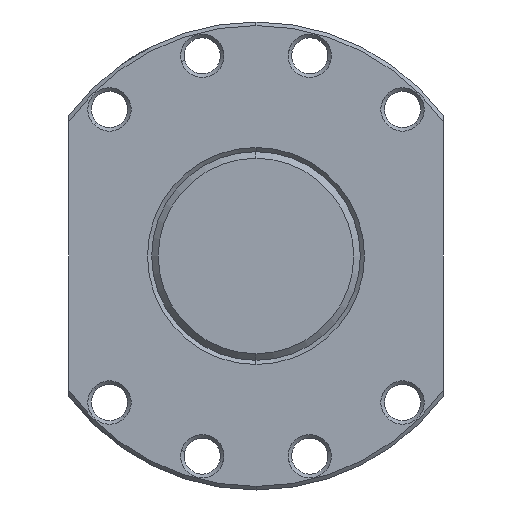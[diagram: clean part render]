
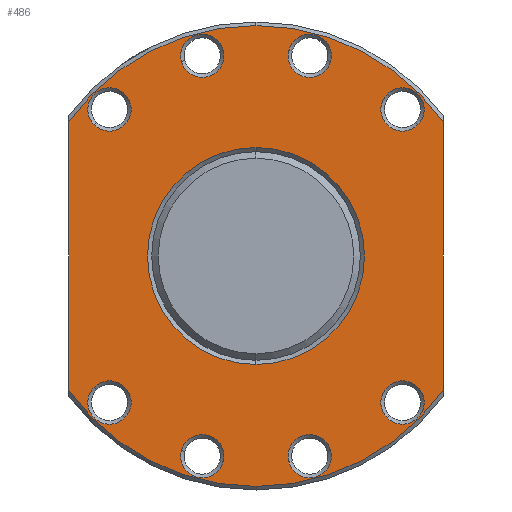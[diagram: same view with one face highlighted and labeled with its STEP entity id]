
A CAD part, left-side view. The second image highlights one B-rep face of the part: STEP entity #486.
In plain terms, the highlighted planar face has unit normal (-1, 0, 0).
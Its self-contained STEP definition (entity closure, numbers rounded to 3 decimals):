
#480=VERTEX_POINT('',#1329);
#486=ADVANCED_FACE('',(#1335,#1336,#1337,#1338,#1339,#1340,#1341,#1342,#1343,#1344),#1345,.T.);
#490=EDGE_CURVE('',#720,#800,#1349,.T.);
#506=EDGE_CURVE('',#722,#572,#1367,.T.);
#524=EDGE_CURVE('',#612,#940,#1386,.T.);
#526=VERTEX_POINT('',#1388);
#530=EDGE_CURVE('',#576,#944,#1392,.T.);
#540=EDGE_CURVE('',#1060,#1066,#1404,.T.);
#544=VERTEX_POINT('',#1408);
#570=EDGE_CURVE('',#940,#612,#1435,.T.);
#572=VERTEX_POINT('',#1437);
#576=VERTEX_POINT('',#1442);
#580=VERTEX_POINT('',#1446);
#612=VERTEX_POINT('',#1480);
#658=VERTEX_POINT('',#1531);
#684=EDGE_CURVE('',#1066,#1060,#1559,.T.);
#686=VERTEX_POINT('',#1561);
#708=EDGE_CURVE('',#658,#580,#1585,.T.);
#712=EDGE_CURVE('',#906,#526,#1589,.T.);
#720=VERTEX_POINT('',#1597);
#722=VERTEX_POINT('',#1599);
#768=VERTEX_POINT('',#1651);
#800=VERTEX_POINT('',#1688);
#814=EDGE_CURVE('',#572,#1150,#1703,.T.);
#820=VERTEX_POINT('',#1709);
#884=EDGE_CURVE('',#768,#820,#1781,.T.);
#902=EDGE_CURVE('',#1116,#904,#1801,.T.);
#904=VERTEX_POINT('',#1803);
#906=VERTEX_POINT('',#1805);
#928=EDGE_CURVE('',#544,#1132,#1832,.T.);
#940=VERTEX_POINT('',#1845);
#944=VERTEX_POINT('',#1849);
#956=EDGE_CURVE('',#580,#658,#1862,.T.);
#960=EDGE_CURVE('',#944,#576,#1866,.T.);
#964=VERTEX_POINT('',#1870);
#994=EDGE_CURVE('',#820,#768,#1902,.T.);
#1060=VERTEX_POINT('',#1979);
#1066=VERTEX_POINT('',#1986);
#1070=EDGE_CURVE('',#722,#526,#1990,.T.);
#1104=EDGE_CURVE('',#480,#686,#2027,.T.);
#1116=VERTEX_POINT('',#2041);
#1132=VERTEX_POINT('',#2059);
#1148=EDGE_CURVE('',#800,#720,#2079,.T.);
#1150=VERTEX_POINT('',#2081);
#1208=EDGE_CURVE('',#904,#1116,#2155,.T.);
#1210=EDGE_CURVE('',#1132,#544,#2157,.T.);
#1234=EDGE_CURVE('',#964,#906,#2185,.T.);
#1242=EDGE_CURVE('',#964,#1150,#2195,.T.);
#1246=EDGE_CURVE('',#686,#480,#2199,.T.);
#1329=CARTESIAN_POINT('',(25.0,60.528,49.073));
#1335=FACE_BOUND('',#2304,.T.);
#1336=FACE_OUTER_BOUND('',#2305,.T.);
#1337=FACE_BOUND('',#2306,.T.);
#1338=FACE_BOUND('',#2307,.T.);
#1339=FACE_BOUND('',#2308,.T.);
#1340=FACE_BOUND('',#2309,.T.);
#1341=FACE_BOUND('',#2310,.T.);
#1342=FACE_BOUND('',#2311,.T.);
#1343=FACE_BOUND('',#2312,.T.);
#1344=FACE_BOUND('',#2313,.T.);
#1345=PLANE('',#2314);
#1349=CIRCLE('',#2319,8.1);
#1367=CIRCLE('',#2342,86.16);
#1386=CIRCLE('',#2364,8.1);
#1388=CARTESIAN_POINT('',(25.0,-70.0,50.235));
#1392=CIRCLE('',#2381,40.56);
#1404=CIRCLE('',#2398,8.1);
#1408=CARTESIAN_POINT('',(25.0,-12.234,-76.956));
#1435=CIRCLE('',#2460,8.1);
#1437=CARTESIAN_POINT('',(25.0,0.,-86.16));
#1442=CARTESIAN_POINT('',(25.0,0.,-40.56));
#1446=CARTESIAN_POINT('',(25.0,12.234,76.956));
#1480=CARTESIAN_POINT('',(25.0,-60.528,49.073));
#1531=CARTESIAN_POINT('',(25.0,27.882,72.763));
#1559=CIRCLE('',#2623,8.1);
#1561=CARTESIAN_POINT('',(25.0,49.073,60.528));
#1585=CIRCLE('',#2655,8.1);
#1589=CIRCLE('',#2661,86.16);
#1597=CARTESIAN_POINT('',(25.0,12.234,-76.956));
#1599=CARTESIAN_POINT('',(25.0,-70.0,-50.235));
#1651=CARTESIAN_POINT('',(25.0,-49.073,-60.528));
#1688=CARTESIAN_POINT('',(25.0,27.882,-72.763));
#1703=CIRCLE('',#2819,86.16);
#1709=CARTESIAN_POINT('',(25.0,-60.528,-49.073));
#1781=CIRCLE('',#2962,8.1);
#1801=CIRCLE('',#2991,8.1);
#1803=CARTESIAN_POINT('',(25.0,-27.882,72.763));
#1805=CARTESIAN_POINT('',(25.0,0.,86.16));
#1832=CIRCLE('',#3035,8.1);
#1845=CARTESIAN_POINT('',(25.0,-49.073,60.528));
#1849=CARTESIAN_POINT('',(25.0,0.0,40.56));
#1862=CIRCLE('',#3073,8.1);
#1866=CIRCLE('',#3078,40.56);
#1870=CARTESIAN_POINT('',(25.0,70.0,50.235));
#1902=CIRCLE('',#3129,8.1);
#1979=CARTESIAN_POINT('',(25.0,60.528,-49.073));
#1986=CARTESIAN_POINT('',(25.0,49.073,-60.528));
#1990=LINE('',#3241,#3242);
#2027=CIRCLE('',#3302,8.1);
#2041=CARTESIAN_POINT('',(25.0,-12.234,76.956));
#2059=CARTESIAN_POINT('',(25.0,-27.882,-72.763));
#2079=CIRCLE('',#3367,8.1);
#2081=CARTESIAN_POINT('',(25.0,70.0,-50.235));
#2155=CIRCLE('',#3468,8.1);
#2157=CIRCLE('',#3471,8.1);
#2185=CIRCLE('',#3510,86.16);
#2195=LINE('',#3521,#3522);
#2199=CIRCLE('',#3527,8.1);
#2304=EDGE_LOOP('',(#3642,#3643));
#2305=EDGE_LOOP('',(#3644,#3645,#3646,#3647,#3648,#3649));
#2306=EDGE_LOOP('',(#3650,#3651));
#2307=EDGE_LOOP('',(#3652,#3653));
#2308=EDGE_LOOP('',(#3654,#3655));
#2309=EDGE_LOOP('',(#3656,#3657));
#2310=EDGE_LOOP('',(#3658,#3659));
#2311=EDGE_LOOP('',(#3660,#3661));
#2312=EDGE_LOOP('',(#3662,#3663));
#2313=EDGE_LOOP('',(#3664,#3665));
#2314=AXIS2_PLACEMENT_3D('',#3666,#3667,#3668);
#2319=AXIS2_PLACEMENT_3D('',#3669,#3670,#3671);
#2342=AXIS2_PLACEMENT_3D('',#3695,#3696,#3697);
#2364=AXIS2_PLACEMENT_3D('',#3712,#3713,#3714);
#2381=AXIS2_PLACEMENT_3D('',#3715,#3716,#3717);
#2398=AXIS2_PLACEMENT_3D('',#3736,#3737,#3738);
#2460=AXIS2_PLACEMENT_3D('',#3757,#3758,#3759);
#2623=AXIS2_PLACEMENT_3D('',#3893,#3894,#3895);
#2655=AXIS2_PLACEMENT_3D('',#3917,#3918,#3919);
#2661=AXIS2_PLACEMENT_3D('',#3923,#3924,#3925);
#2819=AXIS2_PLACEMENT_3D('',#4049,#4050,#4051);
#2962=AXIS2_PLACEMENT_3D('',#4137,#4138,#4139);
#2991=AXIS2_PLACEMENT_3D('',#4165,#4166,#4167);
#3035=AXIS2_PLACEMENT_3D('',#4214,#4215,#4216);
#3073=AXIS2_PLACEMENT_3D('',#4244,#4245,#4246);
#3078=AXIS2_PLACEMENT_3D('',#4247,#4248,#4249);
#3129=AXIS2_PLACEMENT_3D('',#4283,#4284,#4285);
#3241=CARTESIAN_POINT('',(25.0,-70.0,21.54));
#3242=VECTOR('',#4425,1.0);
#3302=AXIS2_PLACEMENT_3D('',#4466,#4467,#4468);
#3367=AXIS2_PLACEMENT_3D('',#4543,#4544,#4545);
#3468=AXIS2_PLACEMENT_3D('',#4663,#4664,#4665);
#3471=AXIS2_PLACEMENT_3D('',#4666,#4667,#4668);
#3510=AXIS2_PLACEMENT_3D('',#4712,#4713,#4714);
#3521=CARTESIAN_POINT('',(25.0,70.0,21.54));
#3522=VECTOR('',#4731,1.0);
#3527=AXIS2_PLACEMENT_3D('',#4732,#4733,#4734);
#3642=ORIENTED_EDGE('',*,*,#960,.T.);
#3643=ORIENTED_EDGE('',*,*,#530,.T.);
#3644=ORIENTED_EDGE('',*,*,#1242,.T.);
#3645=ORIENTED_EDGE('',*,*,#814,.F.);
#3646=ORIENTED_EDGE('',*,*,#506,.F.);
#3647=ORIENTED_EDGE('',*,*,#1070,.T.);
#3648=ORIENTED_EDGE('',*,*,#712,.F.);
#3649=ORIENTED_EDGE('',*,*,#1234,.F.);
#3650=ORIENTED_EDGE('',*,*,#994,.T.);
#3651=ORIENTED_EDGE('',*,*,#884,.T.);
#3652=ORIENTED_EDGE('',*,*,#1210,.T.);
#3653=ORIENTED_EDGE('',*,*,#928,.T.);
#3654=ORIENTED_EDGE('',*,*,#490,.T.);
#3655=ORIENTED_EDGE('',*,*,#1148,.T.);
#3656=ORIENTED_EDGE('',*,*,#684,.T.);
#3657=ORIENTED_EDGE('',*,*,#540,.T.);
#3658=ORIENTED_EDGE('',*,*,#1104,.T.);
#3659=ORIENTED_EDGE('',*,*,#1246,.T.);
#3660=ORIENTED_EDGE('',*,*,#708,.T.);
#3661=ORIENTED_EDGE('',*,*,#956,.T.);
#3662=ORIENTED_EDGE('',*,*,#902,.T.);
#3663=ORIENTED_EDGE('',*,*,#1208,.T.);
#3664=ORIENTED_EDGE('',*,*,#570,.T.);
#3665=ORIENTED_EDGE('',*,*,#524,.T.);
#3666=CARTESIAN_POINT('',(25.0,0.0,43.08));
#3667=DIRECTION('',(-1.0,-0.0,0.));
#3668=DIRECTION('',(0.,0.0,-1.0));
#3669=CARTESIAN_POINT('',(25.0,20.058,-74.859));
#3670=DIRECTION('',(1.0,0.,0.));
#3671=DIRECTION('',(0.,-0.966,-0.259));
#3695=CARTESIAN_POINT('',(25.0,0.0,0.0));
#3696=DIRECTION('',(1.0,0.0,-0.0));
#3697=DIRECTION('',(0.0,0.0,1.0));
#3712=CARTESIAN_POINT('',(25.0,-54.801,54.801));
#3713=DIRECTION('',(1.0,0.0,0.));
#3714=DIRECTION('',(0.,0.707,0.707));
#3715=CARTESIAN_POINT('',(25.0,0.0,0.0));
#3716=DIRECTION('',(1.0,0.0,0.));
#3717=DIRECTION('',(0.,0.0,1.0));
#3736=CARTESIAN_POINT('',(25.0,54.801,-54.801));
#3737=DIRECTION('',(1.0,0.0,0.));
#3738=DIRECTION('',(0.,-0.707,-0.707));
#3757=CARTESIAN_POINT('',(25.0,-54.801,54.801));
#3758=DIRECTION('',(1.0,0.0,0.));
#3759=DIRECTION('',(0.,0.707,0.707));
#3893=CARTESIAN_POINT('',(25.0,54.801,-54.801));
#3894=DIRECTION('',(1.0,0.0,0.));
#3895=DIRECTION('',(0.,-0.707,-0.707));
#3917=CARTESIAN_POINT('',(25.0,20.058,74.859));
#3918=DIRECTION('',(1.0,0.,0.));
#3919=DIRECTION('',(0.,0.966,-0.259));
#3923=CARTESIAN_POINT('',(25.0,0.0,0.0));
#3924=DIRECTION('',(1.0,0.0,-0.0));
#3925=DIRECTION('',(0.0,0.0,1.0));
#4049=CARTESIAN_POINT('',(25.0,0.0,0.0));
#4050=DIRECTION('',(1.0,0.0,-0.0));
#4051=DIRECTION('',(0.0,0.0,1.0));
#4137=CARTESIAN_POINT('',(25.0,-54.801,-54.801));
#4138=DIRECTION('',(1.0,0.0,0.));
#4139=DIRECTION('',(0.,-0.707,0.707));
#4165=CARTESIAN_POINT('',(25.0,-20.058,74.859));
#4166=DIRECTION('',(1.0,0.,0.));
#4167=DIRECTION('',(0.,0.966,0.259));
#4214=CARTESIAN_POINT('',(25.0,-20.058,-74.859));
#4215=DIRECTION('',(1.0,0.,0.));
#4216=DIRECTION('',(0.,-0.966,0.259));
#4244=CARTESIAN_POINT('',(25.0,20.058,74.859));
#4245=DIRECTION('',(1.0,0.,0.));
#4246=DIRECTION('',(0.,0.966,-0.259));
#4247=CARTESIAN_POINT('',(25.0,0.0,0.0));
#4248=DIRECTION('',(1.0,0.0,0.));
#4249=DIRECTION('',(0.,0.0,1.0));
#4283=CARTESIAN_POINT('',(25.0,-54.801,-54.801));
#4284=DIRECTION('',(1.0,0.0,0.));
#4285=DIRECTION('',(0.,-0.707,0.707));
#4425=DIRECTION('',(0.,0.0,1.0));
#4466=CARTESIAN_POINT('',(25.0,54.801,54.801));
#4467=DIRECTION('',(1.0,0.0,0.));
#4468=DIRECTION('',(0.,0.707,-0.707));
#4543=CARTESIAN_POINT('',(25.0,20.058,-74.859));
#4544=DIRECTION('',(1.0,0.,0.));
#4545=DIRECTION('',(0.,-0.966,-0.259));
#4663=CARTESIAN_POINT('',(25.0,-20.058,74.859));
#4664=DIRECTION('',(1.0,0.,0.));
#4665=DIRECTION('',(0.,0.966,0.259));
#4666=CARTESIAN_POINT('',(25.0,-20.058,-74.859));
#4667=DIRECTION('',(1.0,0.,0.));
#4668=DIRECTION('',(0.,-0.966,0.259));
#4712=CARTESIAN_POINT('',(25.0,0.0,0.0));
#4713=DIRECTION('',(1.0,0.0,-0.0));
#4714=DIRECTION('',(0.0,0.0,1.0));
#4731=DIRECTION('',(0.,0.0,-1.0));
#4732=CARTESIAN_POINT('',(25.0,54.801,54.801));
#4733=DIRECTION('',(1.0,0.0,0.));
#4734=DIRECTION('',(0.,0.707,-0.707));
